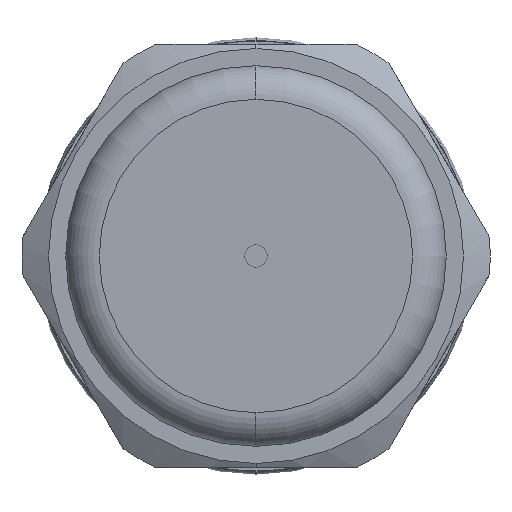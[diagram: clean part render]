
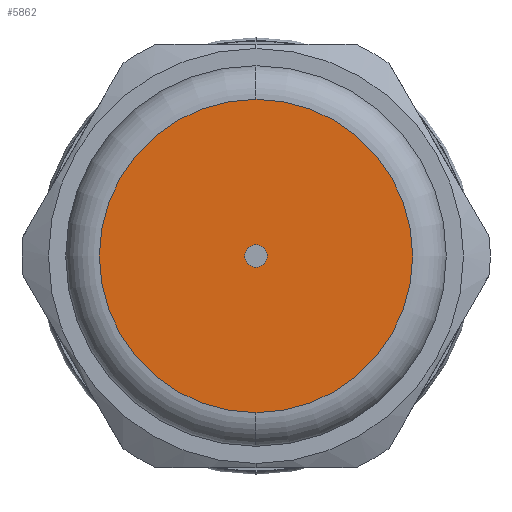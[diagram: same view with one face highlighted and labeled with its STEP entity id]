
A CAD part, left-side view. The second image highlights one B-rep face of the part: STEP entity #5862.
In plain terms, the highlighted planar face has unit normal (-1, 0, 0).
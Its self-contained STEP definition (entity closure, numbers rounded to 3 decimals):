
#35 = DIRECTION ( 'NONE',  ( 1., 0., 0. ) ) ;
#162 = DIRECTION ( 'NONE',  ( 0., 0., -1. ) ) ;
#230 = CARTESIAN_POINT ( 'NONE',  ( -23., 0., 0. ) ) ;
#345 = EDGE_CURVE ( 'NONE', #3570, #5509, #529, .T. ) ;
#529 = CIRCLE ( 'NONE', #4301, 0.6 ) ;
#586 = ORIENTED_EDGE ( 'NONE', *, *, #8904, .F. ) ;
#700 = AXIS2_PLACEMENT_3D ( 'NONE', #230, #6921, #162 ) ;
#967 = CARTESIAN_POINT ( 'NONE',  ( -23., 0., 8.23 ) ) ;
#1051 = ORIENTED_EDGE ( 'NONE', *, *, #5427, .F. ) ;
#1593 = CIRCLE ( 'NONE', #9196, 8.23 ) ;
#2263 = PLANE ( 'NONE',  #5927 ) ;
#2573 = CARTESIAN_POINT ( 'NONE',  ( -23., 0., 0. ) ) ;
#2620 = ORIENTED_EDGE ( 'NONE', *, *, #345, .T. ) ;
#2714 = CARTESIAN_POINT ( 'NONE',  ( -23., 0., 0.6 ) ) ;
#2993 = ORIENTED_EDGE ( 'NONE', *, *, #8439, .T. ) ;
#3034 = DIRECTION ( 'NONE',  ( 0., 0., -1. ) ) ;
#3175 = CIRCLE ( 'NONE', #7666, 0.6 ) ;
#3230 = EDGE_LOOP ( 'NONE', ( #2993, #2620 ) ) ;
#3570 = VERTEX_POINT ( 'NONE', #2714 ) ;
#3892 = DIRECTION ( 'NONE',  ( 1., 0., 0. ) ) ;
#4123 = CARTESIAN_POINT ( 'NONE',  ( -23., 0., -0.6 ) ) ;
#4301 = AXIS2_PLACEMENT_3D ( 'NONE', #7278, #3892, #3034 ) ;
#5427 = EDGE_CURVE ( 'NONE', #9391, #8811, #10578, .T. ) ;
#5509 = VERTEX_POINT ( 'NONE', #9328 ) ;
#5753 = DIRECTION ( 'NONE',  ( 0., 0., -1. ) ) ;
#5862 = ADVANCED_FACE ( 'NONE', ( #9505, #8845 ), #2263, .T. ) ;
#5927 = AXIS2_PLACEMENT_3D ( 'NONE', #4123, #8164, #6578 ) ;
#6578 = DIRECTION ( 'NONE',  ( 0., 0., 1. ) ) ;
#6638 = CARTESIAN_POINT ( 'NONE',  ( -23., 0., 0. ) ) ;
#6921 = DIRECTION ( 'NONE',  ( 1., 0., 0. ) ) ;
#7278 = CARTESIAN_POINT ( 'NONE',  ( -23., 0., 0. ) ) ;
#7409 = DIRECTION ( 'NONE',  ( 1., 0., 0. ) ) ;
#7666 = AXIS2_PLACEMENT_3D ( 'NONE', #2573, #35, #8428 ) ;
#7754 = EDGE_LOOP ( 'NONE', ( #586, #1051 ) ) ;
#8164 = DIRECTION ( 'NONE',  ( -1., 0., 0. ) ) ;
#8428 = DIRECTION ( 'NONE',  ( 0., 0., -1. ) ) ;
#8439 = EDGE_CURVE ( 'NONE', #5509, #3570, #3175, .T. ) ;
#8811 = VERTEX_POINT ( 'NONE', #10128 ) ;
#8845 = FACE_OUTER_BOUND ( 'NONE', #7754, .T. ) ;
#8904 = EDGE_CURVE ( 'NONE', #8811, #9391, #1593, .T. ) ;
#9196 = AXIS2_PLACEMENT_3D ( 'NONE', #6638, #7409, #5753 ) ;
#9328 = CARTESIAN_POINT ( 'NONE',  ( -23., 0., -0.6 ) ) ;
#9391 = VERTEX_POINT ( 'NONE', #967 ) ;
#9505 = FACE_BOUND ( 'NONE', #3230, .T. ) ;
#10128 = CARTESIAN_POINT ( 'NONE',  ( -23., 0., -8.23 ) ) ;
#10578 = CIRCLE ( 'NONE', #700, 8.23 ) ;
